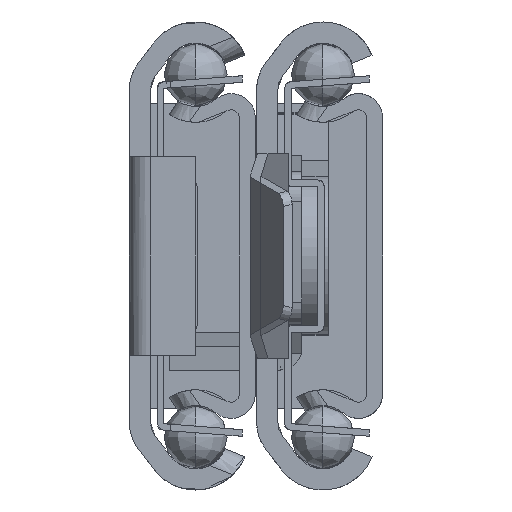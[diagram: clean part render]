
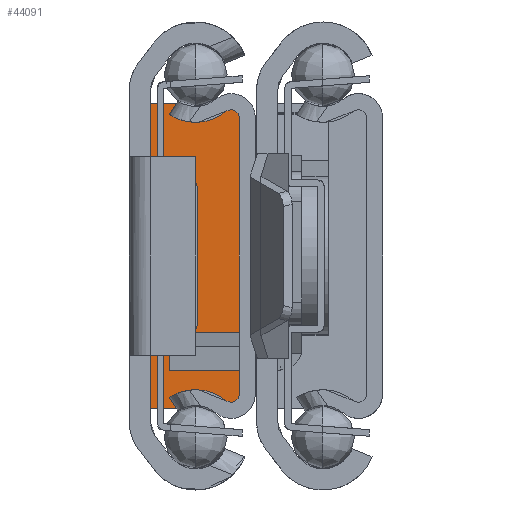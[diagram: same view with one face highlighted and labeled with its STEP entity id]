
A CAD part, left-side view. The second image highlights one B-rep face of the part: STEP entity #44091.
In plain terms, the highlighted free-form (B-spline) face has degree [1, 1] with [2, 2] control points.
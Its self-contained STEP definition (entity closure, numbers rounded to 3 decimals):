
#43526=CARTESIAN_POINT('',(-1.6,-11.5,1.6));
#43527=VERTEX_POINT('',#43526);
#43786=CARTESIAN_POINT('',(-1.6,11.5,1.6));
#43787=VERTEX_POINT('',#43786);
#44030=CARTESIAN_POINT('',(-8.845,12.649,1.6));
#44031=CARTESIAN_POINT('',(-1.255,12.649,1.6));
#44032=CARTESIAN_POINT('',(-8.845,-12.649,1.6));
#44033=CARTESIAN_POINT('',(-1.255,-12.649,1.6));
#44034=B_SPLINE_SURFACE_WITH_KNOTS('',1,1,((#44030,#44032),(#44031,#44033)),.UNSPECIFIED.,.F.,.F.,.U.,(2,2),(2,2),(0.0,7.589),(0.0,25.298),.UNSPECIFIED.);
#44035=CARTESIAN_POINT('',(-1.6,11.5,1.6));
#44036=CARTESIAN_POINT('',(-1.6,-11.5,1.6));
#44037=QUASI_UNIFORM_CURVE('',1,(#44035,#44036),.UNSPECIFIED.,.F.,.U.);
#44038=EDGE_CURVE('',#43787,#43527,#44037,.T.);
#44039=ORIENTED_EDGE('',*,*,#44038,.F.);
#44040=CARTESIAN_POINT('',(-7.,11.5,1.6));
#44041=VERTEX_POINT('',#44040);
#44042=CARTESIAN_POINT('',(-7.,11.5,1.6));
#44043=CARTESIAN_POINT('',(-1.6,11.5,1.6));
#44044=QUASI_UNIFORM_CURVE('',1,(#44042,#44043),.UNSPECIFIED.,.F.,.U.);
#44045=EDGE_CURVE('',#44041,#43787,#44044,.T.);
#44046=ORIENTED_EDGE('',*,*,#44045,.F.);
#44047=CARTESIAN_POINT('',(-8.5,10.,1.6));
#44048=VERTEX_POINT('',#44047);
#44049=CARTESIAN_POINT('',(-8.5,10.,1.6));
#44050=CARTESIAN_POINT('',(-8.5,11.5,1.6));
#44051=CARTESIAN_POINT('',(-7.,11.5,1.6));
#44059=(BOUNDED_CURVE()B_SPLINE_CURVE(2,(#44049,#44050,#44051),.UNSPECIFIED.,.F.,.U.)CURVE()GEOMETRIC_REPRESENTATION_ITEM()QUASI_UNIFORM_CURVE()RATIONAL_B_SPLINE_CURVE((1.0,0.707,1.0))REPRESENTATION_ITEM(''));
#44060=EDGE_CURVE('',#44048,#44041,#44059,.T.);
#44061=ORIENTED_EDGE('',*,*,#44060,.F.);
#44062=CARTESIAN_POINT('',(-8.5,-10.0,1.6));
#44063=VERTEX_POINT('',#44062);
#44064=CARTESIAN_POINT('',(-8.5,-10.0,1.6));
#44065=CARTESIAN_POINT('',(-8.5,10.,1.6));
#44066=QUASI_UNIFORM_CURVE('',1,(#44064,#44065),.UNSPECIFIED.,.F.,.U.);
#44067=EDGE_CURVE('',#44063,#44048,#44066,.T.);
#44068=ORIENTED_EDGE('',*,*,#44067,.F.);
#44069=CARTESIAN_POINT('',(-7.,-11.5,1.6));
#44070=VERTEX_POINT('',#44069);
#44071=CARTESIAN_POINT('',(-7.,-11.5,1.6));
#44072=CARTESIAN_POINT('',(-8.5,-11.5,1.6));
#44073=CARTESIAN_POINT('',(-8.5,-10.0,1.6));
#44081=(BOUNDED_CURVE()B_SPLINE_CURVE(2,(#44071,#44072,#44073),.UNSPECIFIED.,.F.,.U.)CURVE()GEOMETRIC_REPRESENTATION_ITEM()QUASI_UNIFORM_CURVE()RATIONAL_B_SPLINE_CURVE((1.0,0.707,1.0))REPRESENTATION_ITEM(''));
#44082=EDGE_CURVE('',#44070,#44063,#44081,.T.);
#44083=ORIENTED_EDGE('',*,*,#44082,.F.);
#44084=CARTESIAN_POINT('',(-1.6,-11.5,1.6));
#44085=CARTESIAN_POINT('',(-7.,-11.5,1.6));
#44086=QUASI_UNIFORM_CURVE('',1,(#44084,#44085),.UNSPECIFIED.,.F.,.U.);
#44087=EDGE_CURVE('',#43527,#44070,#44086,.T.);
#44088=ORIENTED_EDGE('',*,*,#44087,.F.);
#44089=EDGE_LOOP('',(#44039,#44046,#44061,#44068,#44083,#44088));
#44090=FACE_OUTER_BOUND('',#44089,.T.);
#44091=ADVANCED_FACE('',(#44090),#44034,.F.);
